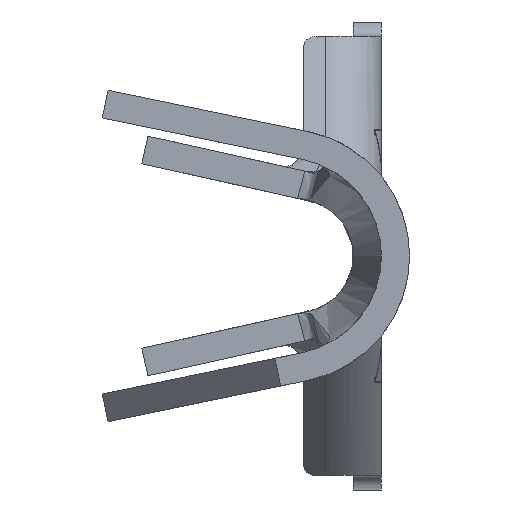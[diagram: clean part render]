
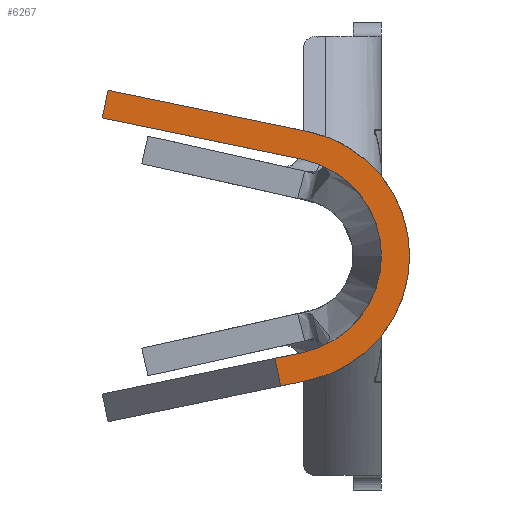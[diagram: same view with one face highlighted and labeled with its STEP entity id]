
A CAD part, left-side view. The second image highlights one B-rep face of the part: STEP entity #6267.
In plain terms, the highlighted planar face has unit normal (-1, 0, 0).
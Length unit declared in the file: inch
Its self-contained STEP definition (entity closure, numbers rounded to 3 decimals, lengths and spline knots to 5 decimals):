
#29 = DIRECTION ( 'NONE',  ( 0., 0.202, -0.979 ) ) ;
#357 = VECTOR ( 'NONE', #29, 39.37008 ) ;
#419 = DIRECTION ( 'NONE',  ( 0., -0.979, 0.202 ) ) ;
#519 = ORIENTED_EDGE ( 'NONE', *, *, #2546, .T. ) ;
#1116 = EDGE_LOOP ( 'NONE', ( #519, #6410, #1138, #2410, #1589, #7127, #7689, #2621 ) ) ;
#1138 = ORIENTED_EDGE ( 'NONE', *, *, #2650, .T. ) ;
#1214 = CARTESIAN_POINT ( 'NONE',  ( -0.627, 0.05584, -0.06855 ) ) ;
#1288 = VERTEX_POINT ( 'NONE', #4389 ) ;
#1589 = ORIENTED_EDGE ( 'NONE', *, *, #6534, .T. ) ;
#1649 = CARTESIAN_POINT ( 'NONE',  ( -0.627, 0.07558, -0.07263 ) ) ;
#1750 = CARTESIAN_POINT ( 'NONE',  ( -0.627, 0.0518, 0.08814 ) ) ;
#1870 = VERTEX_POINT ( 'NONE', #8216 ) ;
#1927 = VECTOR ( 'NONE', #4218, 39.37008 ) ;
#2038 = CARTESIAN_POINT ( 'NONE',  ( -0.627, 0.07, 0. ) ) ;
#2113 = LINE ( 'NONE', #4683, #2862 ) ;
#2242 = VERTEX_POINT ( 'NONE', #5620 ) ;
#2347 = VERTEX_POINT ( 'NONE', #5729 ) ;
#2408 = EDGE_CURVE ( 'NONE', #1288, #7096, #2113, .T. ) ;
#2410 = ORIENTED_EDGE ( 'NONE', *, *, #5210, .T. ) ;
#2427 = LINE ( 'NONE', #4993, #7443 ) ;
#2546 = EDGE_CURVE ( 'NONE', #2347, #7998, #7385, .T. ) ;
#2621 = ORIENTED_EDGE ( 'NONE', *, *, #3948, .T. ) ;
#2650 = EDGE_CURVE ( 'NONE', #3224, #2242, #7680, .T. ) ;
#2762 = CIRCLE ( 'NONE', #7450, 0.07 ) ;
#2862 = VECTOR ( 'NONE', #7221, 39.37008 ) ;
#2931 = CARTESIAN_POINT ( 'NONE',  ( -0.627, 0.07154, -0.09222 ) ) ;
#2967 = CARTESIAN_POINT ( 'NONE',  ( -0.627, 0.0518, -0.08814 ) ) ;
#3117 = CARTESIAN_POINT ( 'NONE',  ( -0.627, 0.07, 0. ) ) ;
#3205 = LINE ( 'NONE', #5766, #357 ) ;
#3219 = EDGE_CURVE ( 'NONE', #7998, #3224, #3600, .T. ) ;
#3224 = VERTEX_POINT ( 'NONE', #2967 ) ;
#3275 = VERTEX_POINT ( 'NONE', #1214 ) ;
#3419 = VECTOR ( 'NONE', #419, 39.37008 ) ;
#3600 = LINE ( 'NONE', #6159, #3419 ) ;
#3948 = EDGE_CURVE ( 'NONE', #3275, #2347, #2427, .T. ) ;
#4076 = AXIS2_PLACEMENT_3D ( 'NONE', #3117, #5674, #8222 ) ;
#4212 = DIRECTION ( 'NONE',  ( 1., 0., 0. ) ) ;
#4218 = DIRECTION ( 'NONE',  ( 0., -0.202, -0.979 ) ) ;
#4233 = VECTOR ( 'NONE', #4323, 39.37008 ) ;
#4323 = DIRECTION ( 'NONE',  ( 0., 0.979, 0.202 ) ) ;
#4389 = CARTESIAN_POINT ( 'NONE',  ( -0.627, 0.198, 0.09791 ) ) ;
#4609 = DIRECTION ( 'NONE',  ( -1., 0., 0. ) ) ;
#4683 = CARTESIAN_POINT ( 'NONE',  ( -0.627, 0.05584, 0.06855 ) ) ;
#4993 = CARTESIAN_POINT ( 'NONE',  ( -0.627, 0.05584, -0.06855 ) ) ;
#5210 = EDGE_CURVE ( 'NONE', #2242, #1870, #7491, .T. ) ;
#5232 = FACE_OUTER_BOUND ( 'NONE', #1116, .T. ) ;
#5620 = CARTESIAN_POINT ( 'NONE',  ( -0.627, 0.0518, 0.08814 ) ) ;
#5674 = DIRECTION ( 'NONE',  ( -1., 0., 0. ) ) ;
#5729 = CARTESIAN_POINT ( 'NONE',  ( -0.627, 0.07558, -0.07263 ) ) ;
#5766 = CARTESIAN_POINT ( 'NONE',  ( -0.627, 0.198, 0.09791 ) ) ;
#6159 = CARTESIAN_POINT ( 'NONE',  ( -0.627, 0.0518, -0.08814 ) ) ;
#6267 = ADVANCED_FACE ( 'NONE', ( #5232 ), #7779, .T. ) ;
#6410 = ORIENTED_EDGE ( 'NONE', *, *, #3219, .T. ) ;
#6534 = EDGE_CURVE ( 'NONE', #1870, #1288, #3205, .T. ) ;
#6753 = DIRECTION ( 'NONE',  ( 0., 0., 1. ) ) ;
#7096 = VERTEX_POINT ( 'NONE', #7455 ) ;
#7127 = ORIENTED_EDGE ( 'NONE', *, *, #2408, .T. ) ;
#7147 = DIRECTION ( 'NONE',  ( 0., 0., 1. ) ) ;
#7221 = DIRECTION ( 'NONE',  ( 0., -0.979, -0.202 ) ) ;
#7298 = AXIS2_PLACEMENT_3D ( 'NONE', #2038, #4609, #7147 ) ;
#7385 = LINE ( 'NONE', #1649, #1927 ) ;
#7443 = VECTOR ( 'NONE', #7538, 39.37008 ) ;
#7450 = AXIS2_PLACEMENT_3D ( 'NONE', #8008, #4212, #6753 ) ;
#7455 = CARTESIAN_POINT ( 'NONE',  ( -0.627, 0.05584, 0.06855 ) ) ;
#7491 = LINE ( 'NONE', #1750, #4233 ) ;
#7538 = DIRECTION ( 'NONE',  ( 0., 0.979, -0.202 ) ) ;
#7591 = EDGE_CURVE ( 'NONE', #7096, #3275, #2762, .T. ) ;
#7680 = CIRCLE ( 'NONE', #4076, 0.09 ) ;
#7689 = ORIENTED_EDGE ( 'NONE', *, *, #7591, .T. ) ;
#7779 = PLANE ( 'NONE',  #7298 ) ;
#7998 = VERTEX_POINT ( 'NONE', #2931 ) ;
#8008 = CARTESIAN_POINT ( 'NONE',  ( -0.627, 0.07, 0. ) ) ;
#8216 = CARTESIAN_POINT ( 'NONE',  ( -0.627, 0.19395, 0.1175 ) ) ;
#8222 = DIRECTION ( 'NONE',  ( 0., 0., 1. ) ) ;
